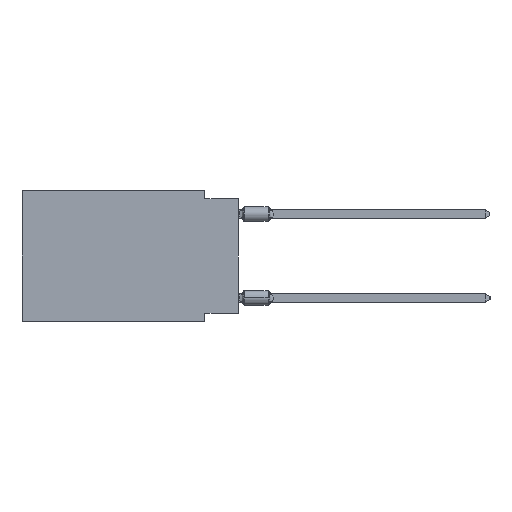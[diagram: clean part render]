
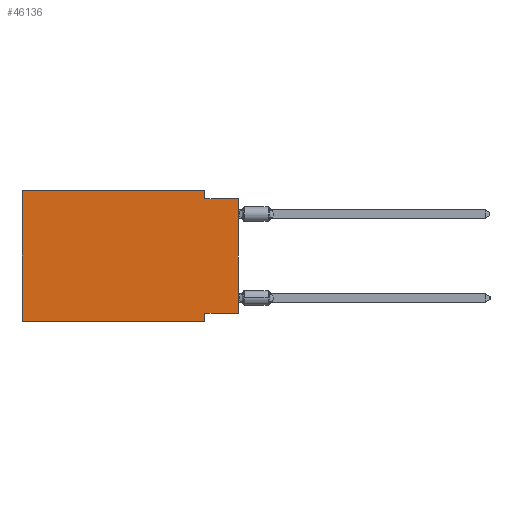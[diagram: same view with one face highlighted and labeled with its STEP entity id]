
A CAD part, left-side view. The second image highlights one B-rep face of the part: STEP entity #46136.
In plain terms, the highlighted planar face has unit normal (-1, 0, 0).
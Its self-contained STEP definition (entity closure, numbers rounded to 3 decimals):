
#228 = LINE ( 'NONE', #44923, #7838 ) ;
#1079 = EDGE_CURVE ( 'NONE', #24480, #45118, #39012, .T. ) ;
#1948 = VERTEX_POINT ( 'NONE', #40809 ) ;
#2187 = LINE ( 'NONE', #43441, #34403 ) ;
#2651 = ORIENTED_EDGE ( 'NONE', *, *, #7505, .T. ) ;
#2988 = VERTEX_POINT ( 'NONE', #14600 ) ;
#4437 = CARTESIAN_POINT ( 'NONE',  ( 0., 2.54, 0. ) ) ;
#5792 = CARTESIAN_POINT ( 'NONE',  ( 0., 16.383, 0. ) ) ;
#7005 = CARTESIAN_POINT ( 'NONE',  ( 0., 2.54, -9.906 ) ) ;
#7505 = EDGE_CURVE ( 'NONE', #2988, #44569, #39535, .T. ) ;
#7838 = VECTOR ( 'NONE', #33991, 1000. ) ;
#7853 = LINE ( 'NONE', #29706, #43001 ) ;
#10248 = VERTEX_POINT ( 'NONE', #4437 ) ;
#10467 = DIRECTION ( 'NONE',  ( 0., -1., 0. ) ) ;
#12703 = CARTESIAN_POINT ( 'NONE',  ( 0., 16.383, 0. ) ) ;
#13098 = DIRECTION ( 'NONE',  ( 0., 0., 1. ) ) ;
#13360 = CARTESIAN_POINT ( 'NONE',  ( 0., 0., -0.635 ) ) ;
#13394 = VECTOR ( 'NONE', #34327, 1000. ) ;
#14466 = ORIENTED_EDGE ( 'NONE', *, *, #33061, .F. ) ;
#14471 = ORIENTED_EDGE ( 'NONE', *, *, #22178, .F. ) ;
#14600 = CARTESIAN_POINT ( 'NONE',  ( 0., 16.383, -9.906 ) ) ;
#16751 = CARTESIAN_POINT ( 'NONE',  ( 0., 16.383, 0. ) ) ;
#17838 = AXIS2_PLACEMENT_3D ( 'NONE', #5792, #24473, #20348 ) ;
#19116 = CARTESIAN_POINT ( 'NONE',  ( 0., 2.54, -0.635 ) ) ;
#20348 = DIRECTION ( 'NONE',  ( 0., 0., -1. ) ) ;
#20620 = EDGE_LOOP ( 'NONE', ( #31201, #36743, #36358, #21795, #41306, #2651, #14466, #14471 ) ) ;
#21072 = DIRECTION ( 'NONE',  ( 0., 0., -1. ) ) ;
#21795 = ORIENTED_EDGE ( 'NONE', *, *, #38517, .F. ) ;
#22109 = CARTESIAN_POINT ( 'NONE',  ( 0., 16.383, 0. ) ) ;
#22178 = EDGE_CURVE ( 'NONE', #24480, #1948, #228, .T. ) ;
#23166 = LINE ( 'NONE', #13360, #13394 ) ;
#24218 = FACE_OUTER_BOUND ( 'NONE', #20620, .T. ) ;
#24299 = EDGE_CURVE ( 'NONE', #41802, #45118, #23166, .T. ) ;
#24473 = DIRECTION ( 'NONE',  ( 1., 0., 0. ) ) ;
#24480 = VERTEX_POINT ( 'NONE', #32541 ) ;
#29706 = CARTESIAN_POINT ( 'NONE',  ( 0., 2.54, -9.906 ) ) ;
#31201 = ORIENTED_EDGE ( 'NONE', *, *, #1079, .T. ) ;
#31763 = PLANE ( 'NONE',  #17838 ) ;
#31780 = DIRECTION ( 'NONE',  ( 0., -1., 0. ) ) ;
#32062 = EDGE_CURVE ( 'NONE', #10248, #41802, #2187, .T. ) ;
#32541 = CARTESIAN_POINT ( 'NONE',  ( 0., 0., -9.271 ) ) ;
#33061 = EDGE_CURVE ( 'NONE', #1948, #44569, #7853, .T. ) ;
#33991 = DIRECTION ( 'NONE',  ( 0., 1., 0. ) ) ;
#34327 = DIRECTION ( 'NONE',  ( 0., -1., 0. ) ) ;
#34403 = VECTOR ( 'NONE', #21072, 1000. ) ;
#36098 = CARTESIAN_POINT ( 'NONE',  ( 0., 0., 0. ) ) ;
#36358 = ORIENTED_EDGE ( 'NONE', *, *, #32062, .F. ) ;
#36743 = ORIENTED_EDGE ( 'NONE', *, *, #24299, .F. ) ;
#37238 = DIRECTION ( 'NONE',  ( 0., 0., -1. ) ) ;
#37583 = EDGE_CURVE ( 'NONE', #2988, #42302, #38605, .T. ) ;
#38517 = EDGE_CURVE ( 'NONE', #42302, #10248, #38720, .T. ) ;
#38605 = LINE ( 'NONE', #16751, #42277 ) ;
#38720 = LINE ( 'NONE', #22109, #41583 ) ;
#39012 = LINE ( 'NONE', #36098, #45536 ) ;
#39535 = LINE ( 'NONE', #42951, #46072 ) ;
#40809 = CARTESIAN_POINT ( 'NONE',  ( 0., 2.54, -9.271 ) ) ;
#41306 = ORIENTED_EDGE ( 'NONE', *, *, #37583, .F. ) ;
#41583 = VECTOR ( 'NONE', #10467, 1000. ) ;
#41802 = VERTEX_POINT ( 'NONE', #19116 ) ;
#42277 = VECTOR ( 'NONE', #13098, 1000. ) ;
#42302 = VERTEX_POINT ( 'NONE', #12703 ) ;
#42951 = CARTESIAN_POINT ( 'NONE',  ( 0., 16.383, -9.906 ) ) ;
#43001 = VECTOR ( 'NONE', #37238, 1000. ) ;
#43390 = DIRECTION ( 'NONE',  ( 0., 0., 1. ) ) ;
#43441 = CARTESIAN_POINT ( 'NONE',  ( 0., 2.54, 0. ) ) ;
#44569 = VERTEX_POINT ( 'NONE', #7005 ) ;
#44923 = CARTESIAN_POINT ( 'NONE',  ( 0., 0., -9.271 ) ) ;
#45055 = CARTESIAN_POINT ( 'NONE',  ( 0., 0., -0.635 ) ) ;
#45118 = VERTEX_POINT ( 'NONE', #45055 ) ;
#45536 = VECTOR ( 'NONE', #43390, 1000. ) ;
#46072 = VECTOR ( 'NONE', #31780, 1000. ) ;
#46136 = ADVANCED_FACE ( 'NONE', ( #24218 ), #31763, .F. ) ;
